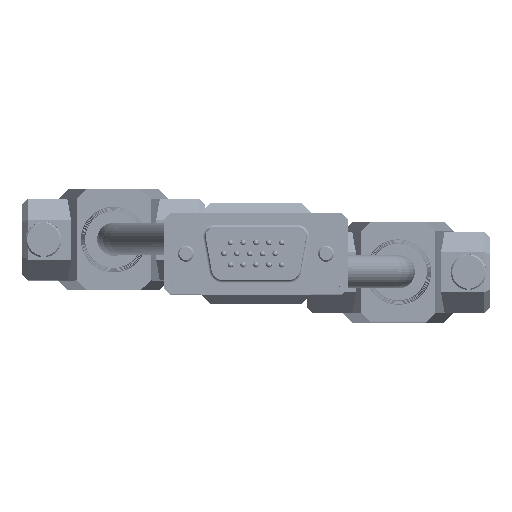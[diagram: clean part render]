
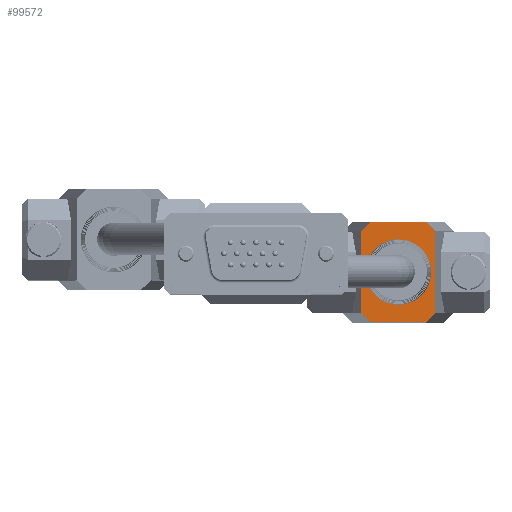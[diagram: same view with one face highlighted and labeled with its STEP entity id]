
A CAD part, top view. The second image highlights one B-rep face of the part: STEP entity #99572.
In plain terms, the highlighted face is planar.
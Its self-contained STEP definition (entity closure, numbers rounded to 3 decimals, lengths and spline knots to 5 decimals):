
#2698 = CARTESIAN_POINT ( 'NONE',  ( 0.26, -0.354, -0.76512 ) ) ;
#2700 = LINE ( 'NONE', #2698, #2830 ) ;
#2740 = CARTESIAN_POINT ( 'NONE',  ( -0.26, 0.287, -0.76512 ) ) ;
#2828 = DIRECTION ( 'NONE',  ( -1., 0., 0. ) ) ;
#2830 = VECTOR ( 'NONE', #2828, 39.37008 ) ;
#2866 = CARTESIAN_POINT ( 'NONE',  ( -0.19197, -0.354, -0.76512 ) ) ;
#2988 = LINE ( 'NONE', #3055, #3054 ) ;
#3036 = DIRECTION ( 'NONE',  ( -1., 0., 0. ) ) ;
#3037 = VECTOR ( 'NONE', #3036, 39.37008 ) ;
#3039 = CARTESIAN_POINT ( 'NONE',  ( 0.26, 0.354, -0.76512 ) ) ;
#3040 = LINE ( 'NONE', #3039, #3037 ) ;
#3044 = VECTOR ( 'NONE', #3230, 39.37008 ) ;
#3052 = DIRECTION ( 'NONE',  ( -0.712, 0.702, 0. ) ) ;
#3054 = VECTOR ( 'NONE', #3052, 39.37008 ) ;
#3055 = CARTESIAN_POINT ( 'NONE',  ( -0.26, -0.287, -0.76512 ) ) ;
#3061 = DIRECTION ( 'NONE',  ( 0.712, -0.702, 0. ) ) ;
#3062 = VECTOR ( 'NONE', #3061, 39.37008 ) ;
#3073 = CARTESIAN_POINT ( 'NONE',  ( 0.19496, 0.35105, -0.76512 ) ) ;
#3075 = LINE ( 'NONE', #3073, #3062 ) ;
#3111 = CARTESIAN_POINT ( 'NONE',  ( 0.26, -0.287, -0.76512 ) ) ;
#3113 = LINE ( 'NONE', #3111, #3044 ) ;
#3151 = CARTESIAN_POINT ( 'NONE',  ( -0.26, -0.287, -0.76512 ) ) ;
#3158 = CARTESIAN_POINT ( 'NONE',  ( 0.19197, -0.354, -0.76512 ) ) ;
#3213 = CARTESIAN_POINT ( 'NONE',  ( -0.19197, 0.354, -0.76512 ) ) ;
#3230 = DIRECTION ( 'NONE',  ( -0.712, -0.702, 0. ) ) ;
#3236 = DIRECTION ( 'NONE',  ( 0.712, 0.702, 0. ) ) ;
#3238 = VECTOR ( 'NONE', #3236, 39.37008 ) ;
#3239 = CARTESIAN_POINT ( 'NONE',  ( -0.1831, 0.36274, -0.76512 ) ) ;
#3242 = LINE ( 'NONE', #3239, #3238 ) ;
#3245 = DIRECTION ( 'NONE',  ( 0., -1., 0. ) ) ;
#3246 = VECTOR ( 'NONE', #3245, 39.37008 ) ;
#3248 = CARTESIAN_POINT ( 'NONE',  ( -0.26, 0.28543, -0.76512 ) ) ;
#3259 = LINE ( 'NONE', #3248, #3246 ) ;
#3304 = CARTESIAN_POINT ( 'NONE',  ( 0.19197, 0.354, -0.76512 ) ) ;
#25557 = VERTEX_POINT ( 'NONE', #119907 ) ;
#25705 = EDGE_CURVE ( 'NONE', #25557, #25788, #120722, .T. ) ;
#25788 = VERTEX_POINT ( 'NONE', #121122 ) ;
#28479 = VERTEX_POINT ( 'NONE', #2740 ) ;
#28487 = EDGE_CURVE ( 'NONE', #28639, #28530, #2700, .T. ) ;
#28520 = ORIENTED_EDGE ( 'NONE', *, *, #28675, .F. ) ;
#28530 = VERTEX_POINT ( 'NONE', #2866 ) ;
#28532 = ORIENTED_EDGE ( 'NONE', *, *, #99736, .T. ) ;
#28555 = ORIENTED_EDGE ( 'NONE', *, *, #28577, .F. ) ;
#28571 = EDGE_CURVE ( 'NONE', #28665, #99737, #3075, .T. ) ;
#28573 = EDGE_CURVE ( 'NONE', #28530, #28587, #2988, .T. ) ;
#28577 = EDGE_CURVE ( 'NONE', #28665, #28654, #3040, .T. ) ;
#28587 = VERTEX_POINT ( 'NONE', #3151 ) ;
#28617 = ORIENTED_EDGE ( 'NONE', *, *, #28677, .T. ) ;
#28621 = EDGE_CURVE ( 'NONE', #99657, #28639, #3113, .T. ) ;
#28629 = ORIENTED_EDGE ( 'NONE', *, *, #28621, .T. ) ;
#28639 = VERTEX_POINT ( 'NONE', #3158 ) ;
#28654 = VERTEX_POINT ( 'NONE', #3213 ) ;
#28659 = ORIENTED_EDGE ( 'NONE', *, *, #28571, .T. ) ;
#28665 = VERTEX_POINT ( 'NONE', #3304 ) ;
#28669 = ORIENTED_EDGE ( 'NONE', *, *, #28573, .T. ) ;
#28675 = EDGE_CURVE ( 'NONE', #28479, #28587, #3259, .T. ) ;
#28677 = EDGE_CURVE ( 'NONE', #28479, #28654, #3242, .T. ) ;
#37874 = EDGE_LOOP ( 'NONE', ( #38168, #38243 ) ) ;
#37986 = EDGE_LOOP ( 'NONE', ( #38128, #28669, #28520, #28617, #28555, #28659, #28532, #28629 ) ) ;
#38128 = ORIENTED_EDGE ( 'NONE', *, *, #28487, .T. ) ;
#38168 = ORIENTED_EDGE ( 'NONE', *, *, #42345, .F. ) ;
#38243 = ORIENTED_EDGE ( 'NONE', *, *, #25705, .F. ) ;
#40182 = CIRCLE ( 'NONE', #40318, 0.23 ) ;
#40313 = DIRECTION ( 'NONE',  ( -1., 0., 0. ) ) ;
#40315 = DIRECTION ( 'NONE',  ( 0., 0., -1. ) ) ;
#40316 = CARTESIAN_POINT ( 'NONE',  ( 0., 0., -0.76512 ) ) ;
#40318 = AXIS2_PLACEMENT_3D ( 'NONE', #40316, #40315, #40313 ) ;
#42345 = EDGE_CURVE ( 'NONE', #25788, #25557, #40182, .T. ) ;
#66284 = FACE_BOUND ( 'NONE', #37874, .T. ) ;
#66322 = FACE_OUTER_BOUND ( 'NONE', #37986, .T. ) ;
#66366 = DIRECTION ( 'NONE',  ( 1., 0., 0. ) ) ;
#66367 = DIRECTION ( 'NONE',  ( 0., 0., 1. ) ) ;
#66368 = CARTESIAN_POINT ( 'NONE',  ( -0.26, 0.28543, -0.76512 ) ) ;
#66369 = AXIS2_PLACEMENT_3D ( 'NONE', #66368, #66367, #66366 ) ;
#66374 = PLANE ( 'NONE',  #66369 ) ;
#66410 = CARTESIAN_POINT ( 'NONE',  ( 0.26, -0.287, -0.76512 ) ) ;
#66548 = DIRECTION ( 'NONE',  ( 0., -1., 0. ) ) ;
#66549 = VECTOR ( 'NONE', #66548, 39.37008 ) ;
#66550 = CARTESIAN_POINT ( 'NONE',  ( 0.26, 0.287, -0.76512 ) ) ;
#66556 = CARTESIAN_POINT ( 'NONE',  ( 0.26, 0.28543, -0.76512 ) ) ;
#66557 = LINE ( 'NONE', #66556, #66549 ) ;
#99572 = ADVANCED_FACE ( 'NONE', ( #66284, #66322 ), #66374, .F. ) ;
#99657 = VERTEX_POINT ( 'NONE', #66410 ) ;
#99736 = EDGE_CURVE ( 'NONE', #99737, #99657, #66557, .T. ) ;
#99737 = VERTEX_POINT ( 'NONE', #66550 ) ;
#119907 = CARTESIAN_POINT ( 'NONE',  ( -0.23, 0., -0.76512 ) ) ;
#120695 = DIRECTION ( 'NONE',  ( -1., 0., 0. ) ) ;
#120696 = DIRECTION ( 'NONE',  ( 0., 0., -1. ) ) ;
#120708 = CARTESIAN_POINT ( 'NONE',  ( 0., 0., -0.76512 ) ) ;
#120722 = CIRCLE ( 'NONE', #120736, 0.23 ) ;
#120736 = AXIS2_PLACEMENT_3D ( 'NONE', #120708, #120696, #120695 ) ;
#121122 = CARTESIAN_POINT ( 'NONE',  ( 0.23, 0., -0.76512 ) ) ;
